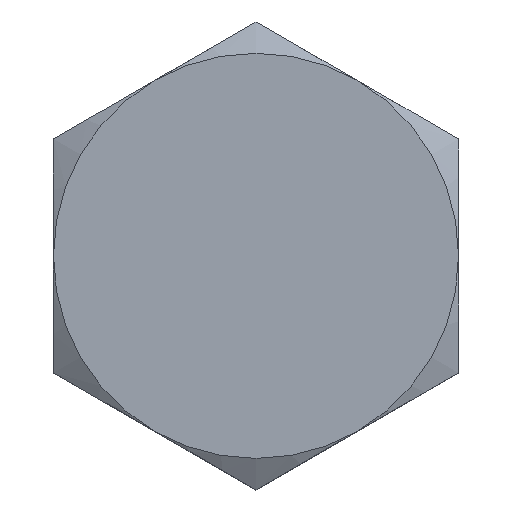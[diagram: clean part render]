
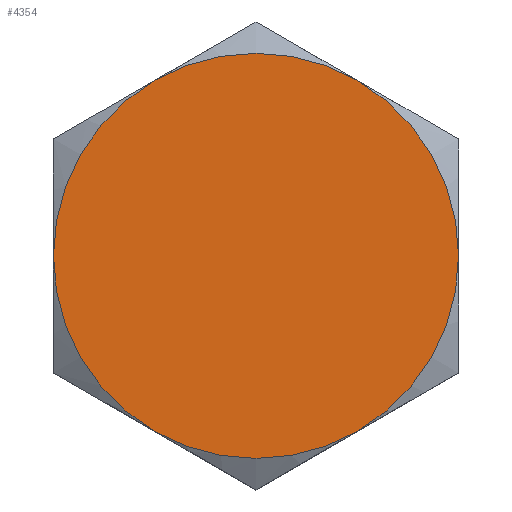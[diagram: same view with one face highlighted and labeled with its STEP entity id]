
A CAD part, top view. The second image highlights one B-rep face of the part: STEP entity #4354.
In plain terms, the highlighted planar face has unit normal (0, 0, 1).
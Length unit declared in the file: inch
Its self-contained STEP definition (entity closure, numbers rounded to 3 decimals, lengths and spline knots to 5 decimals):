
#1263 = VERTEX_POINT ( 'NONE', #6218 ) ;
#1269 = VERTEX_POINT ( 'NONE', #6216 ) ;
#1274 = VERTEX_POINT ( 'NONE', #6205 ) ;
#1279 = VERTEX_POINT ( 'NONE', #6202 ) ;
#1293 = VERTEX_POINT ( 'NONE', #6186 ) ;
#1453 = ORIENTED_EDGE ( 'NONE', *, *, #2761, .T. ) ;
#1454 = ORIENTED_EDGE ( 'NONE', *, *, #2774, .T. ) ;
#1455 = ORIENTED_EDGE ( 'NONE', *, *, #2760, .T. ) ;
#1456 = ORIENTED_EDGE ( 'NONE', *, *, #2749, .T. ) ;
#1457 = ORIENTED_EDGE ( 'NONE', *, *, #2723, .T. ) ;
#1458 = ORIENTED_EDGE ( 'NONE', *, *, #2784, .T. ) ;
#1715 = EDGE_LOOP ( 'NONE', ( #1453, #1454, #1455, #1456, #1457, #1458 ) ) ;
#1863 = CIRCLE ( 'NONE', #3302, 0.09375 ) ;
#1872 = CIRCLE ( 'NONE', #3304, 0.09375 ) ;
#1877 = CIRCLE ( 'NONE', #3312, 0.09375 ) ;
#1879 = CIRCLE ( 'NONE', #3314, 0.09375 ) ;
#1890 = CIRCLE ( 'NONE', #3318, 0.09375 ) ;
#1895 = CIRCLE ( 'NONE', #3319, 0.09375 ) ;
#1965 = FACE_OUTER_BOUND ( 'NONE', #1715, .T. ) ;
#2723 = EDGE_CURVE ( 'NONE', #1293, #2882, #1863, .T. ) ;
#2749 = EDGE_CURVE ( 'NONE', #1263, #1293, #1872, .T. ) ;
#2760 = EDGE_CURVE ( 'NONE', #1269, #1263, #1877, .T. ) ;
#2761 = EDGE_CURVE ( 'NONE', #1279, #1274, #1879, .T. ) ;
#2774 = EDGE_CURVE ( 'NONE', #1274, #1269, #1890, .T. ) ;
#2784 = EDGE_CURVE ( 'NONE', #2882, #1279, #1895, .T. ) ;
#2786 = AXIS2_PLACEMENT_3D ( 'NONE', #5048, #5055, #5056 ) ;
#2882 = VERTEX_POINT ( 'NONE', #5570 ) ;
#3302 = AXIS2_PLACEMENT_3D ( 'NONE', #3637, #3638, #3639 ) ;
#3304 = AXIS2_PLACEMENT_3D ( 'NONE', #3787, #3788, #3789 ) ;
#3312 = AXIS2_PLACEMENT_3D ( 'NONE', #5473, #5474, #5475 ) ;
#3314 = AXIS2_PLACEMENT_3D ( 'NONE', #5478, #5479, #5480 ) ;
#3318 = AXIS2_PLACEMENT_3D ( 'NONE', #5522, #5523, #5524 ) ;
#3319 = AXIS2_PLACEMENT_3D ( 'NONE', #5579, #5580, #5581 ) ;
#3637 = CARTESIAN_POINT ( 'NONE',  ( 0., 0., 0.06 ) ) ;
#3638 = DIRECTION ( 'NONE',  ( 0., 0., 1. ) ) ;
#3639 = DIRECTION ( 'NONE',  ( 1., 0., 0. ) ) ;
#3787 = CARTESIAN_POINT ( 'NONE',  ( 0., 0., 0.06 ) ) ;
#3788 = DIRECTION ( 'NONE',  ( 0., 0., 1. ) ) ;
#3789 = DIRECTION ( 'NONE',  ( 1., 0., 0. ) ) ;
#4354 = ADVANCED_FACE ( 'NONE', ( #1965 ), #5052, .T. ) ;
#5048 = CARTESIAN_POINT ( 'NONE',  ( -0.09375, -0.05413, 0.06 ) ) ;
#5052 = PLANE ( 'NONE',  #2786 ) ;
#5055 = DIRECTION ( 'NONE',  ( 0., 0., 1. ) ) ;
#5056 = DIRECTION ( 'NONE',  ( 1., 0., 0. ) ) ;
#5473 = CARTESIAN_POINT ( 'NONE',  ( 0., 0., 0.06 ) ) ;
#5474 = DIRECTION ( 'NONE',  ( 0., 0., 1. ) ) ;
#5475 = DIRECTION ( 'NONE',  ( 1., 0., 0. ) ) ;
#5478 = CARTESIAN_POINT ( 'NONE',  ( 0., 0., 0.06 ) ) ;
#5479 = DIRECTION ( 'NONE',  ( 0., 0., 1. ) ) ;
#5480 = DIRECTION ( 'NONE',  ( 1., 0., 0. ) ) ;
#5522 = CARTESIAN_POINT ( 'NONE',  ( 0., 0., 0.06 ) ) ;
#5523 = DIRECTION ( 'NONE',  ( 0., 0., 1. ) ) ;
#5524 = DIRECTION ( 'NONE',  ( 1., 0., 0. ) ) ;
#5570 = CARTESIAN_POINT ( 'NONE',  ( -0.04688, -0.08119, 0.06 ) ) ;
#5579 = CARTESIAN_POINT ( 'NONE',  ( 0., 0., 0.06 ) ) ;
#5580 = DIRECTION ( 'NONE',  ( 0., 0., 1. ) ) ;
#5581 = DIRECTION ( 'NONE',  ( 1., 0., 0. ) ) ;
#6186 = CARTESIAN_POINT ( 'NONE',  ( -0.09375, 0., 0.06 ) ) ;
#6202 = CARTESIAN_POINT ( 'NONE',  ( 0.04688, -0.08119, 0.06 ) ) ;
#6205 = CARTESIAN_POINT ( 'NONE',  ( 0.09375, 0., 0.06 ) ) ;
#6216 = CARTESIAN_POINT ( 'NONE',  ( 0.04687, 0.08119, 0.06 ) ) ;
#6218 = CARTESIAN_POINT ( 'NONE',  ( -0.04688, 0.08119, 0.06 ) ) ;
